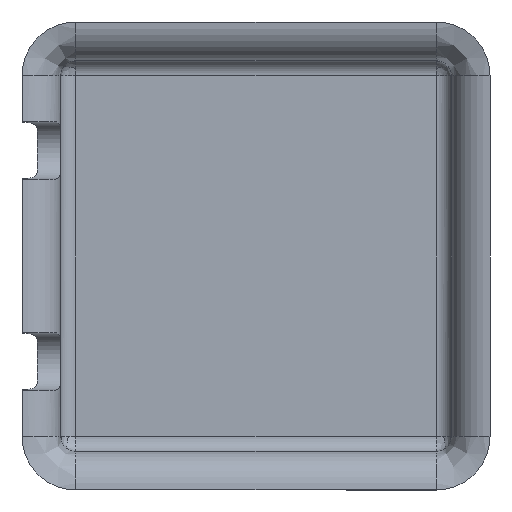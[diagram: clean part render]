
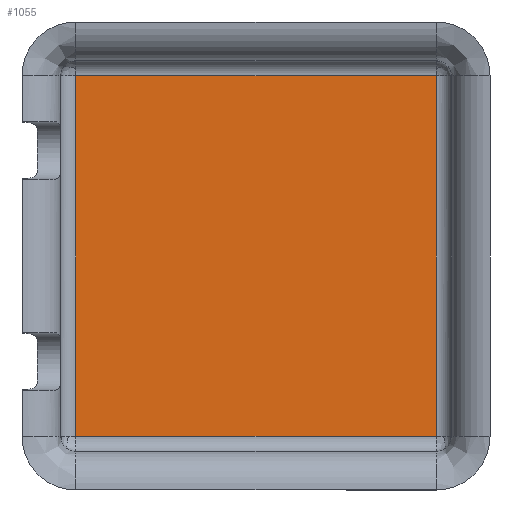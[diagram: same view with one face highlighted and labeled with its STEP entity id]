
A CAD part, front view. The second image highlights one B-rep face of the part: STEP entity #1055.
In plain terms, the highlighted planar face has unit normal (0, -1, 0).
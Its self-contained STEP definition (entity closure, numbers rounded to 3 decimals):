
#7 = FACE_OUTER_BOUND ( 'NONE', #1309, .T. ) ;
#54 = VERTEX_POINT ( 'NONE', #1838 ) ;
#100 = DIRECTION ( 'NONE',  ( 0., 1., 0. ) ) ;
#206 = LINE ( 'NONE', #1310, #753 ) ;
#366 = ORIENTED_EDGE ( 'NONE', *, *, #404, .F. ) ;
#384 = DIRECTION ( 'NONE',  ( 0., 0., -1. ) ) ;
#404 = EDGE_CURVE ( 'NONE', #848, #54, #1877, .T. ) ;
#539 = CARTESIAN_POINT ( 'NONE',  ( -1.194, 0.737, 1.194 ) ) ;
#577 = CARTESIAN_POINT ( 'NONE',  ( 0., 0.737, 1.194 ) ) ;
#677 = LINE ( 'NONE', #577, #1584 ) ;
#753 = VECTOR ( 'NONE', #2292, 1000. ) ;
#819 = EDGE_CURVE ( 'NONE', #2017, #848, #677, .T. ) ;
#829 = CARTESIAN_POINT ( 'NONE',  ( -1.194, 0.737, -1.194 ) ) ;
#848 = VERTEX_POINT ( 'NONE', #1598 ) ;
#862 = VECTOR ( 'NONE', #384, 1000. ) ;
#1055 = ADVANCED_FACE ( 'NONE', ( #7 ), #1314, .F. ) ;
#1190 = CARTESIAN_POINT ( 'NONE',  ( 1.194, 0.737, 0. ) ) ;
#1309 = EDGE_LOOP ( 'NONE', ( #366, #2349, #2599, #2482 ) ) ;
#1310 = CARTESIAN_POINT ( 'NONE',  ( -1.194, 0.737, 0. ) ) ;
#1314 = PLANE ( 'NONE',  #1810 ) ;
#1407 = EDGE_CURVE ( 'NONE', #54, #2284, #2552, .T. ) ;
#1584 = VECTOR ( 'NONE', #2596, 1000. ) ;
#1598 = CARTESIAN_POINT ( 'NONE',  ( 1.194, 0.737, 1.194 ) ) ;
#1671 = VECTOR ( 'NONE', #2538, 1000. ) ;
#1810 = AXIS2_PLACEMENT_3D ( 'NONE', #2322, #100, #2508 ) ;
#1838 = CARTESIAN_POINT ( 'NONE',  ( 1.194, 0.737, -1.194 ) ) ;
#1877 = LINE ( 'NONE', #1190, #862 ) ;
#2017 = VERTEX_POINT ( 'NONE', #539 ) ;
#2068 = EDGE_CURVE ( 'NONE', #2284, #2017, #206, .T. ) ;
#2132 = CARTESIAN_POINT ( 'NONE',  ( 0., 0.737, -1.194 ) ) ;
#2284 = VERTEX_POINT ( 'NONE', #829 ) ;
#2292 = DIRECTION ( 'NONE',  ( 0., 0., 1. ) ) ;
#2322 = CARTESIAN_POINT ( 'NONE',  ( 0., 0.737, 0. ) ) ;
#2349 = ORIENTED_EDGE ( 'NONE', *, *, #819, .F. ) ;
#2482 = ORIENTED_EDGE ( 'NONE', *, *, #1407, .F. ) ;
#2508 = DIRECTION ( 'NONE',  ( 0., 0., 1. ) ) ;
#2538 = DIRECTION ( 'NONE',  ( -1., 0., 0. ) ) ;
#2552 = LINE ( 'NONE', #2132, #1671 ) ;
#2596 = DIRECTION ( 'NONE',  ( 1., 0., 0. ) ) ;
#2599 = ORIENTED_EDGE ( 'NONE', *, *, #2068, .F. ) ;
